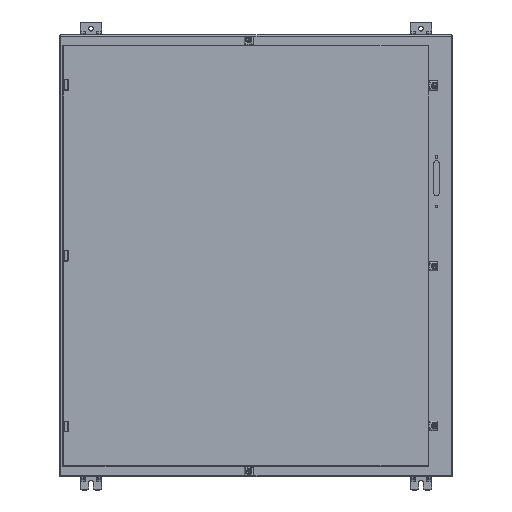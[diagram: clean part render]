
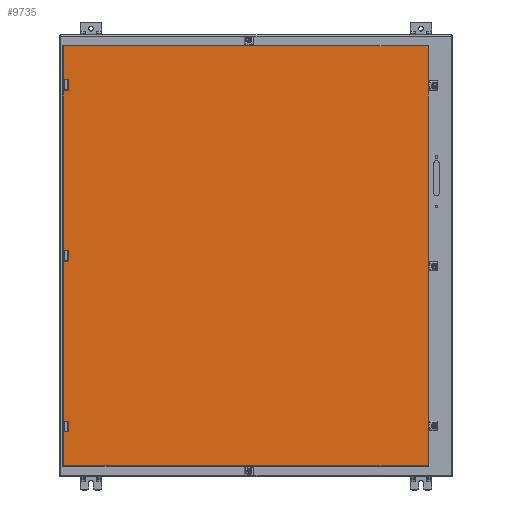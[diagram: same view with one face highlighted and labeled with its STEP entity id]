
A CAD part, top view. The second image highlights one B-rep face of the part: STEP entity #9735.
In plain terms, the highlighted planar face has unit normal (0, 0, 1).
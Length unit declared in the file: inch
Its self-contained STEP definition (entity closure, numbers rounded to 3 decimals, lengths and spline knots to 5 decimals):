
#2855 = CARTESIAN_POINT ( 'NONE',  ( -34.64252, 19.95263, 0. ) ) ;
#9735 = ADVANCED_FACE ( 'NONE', ( #118401 ), #95925, .F. ) ;
#11817 = VERTEX_POINT ( 'NONE', #137050 ) ;
#14406 = CARTESIAN_POINT ( 'NONE',  ( -34.64252, 39.90527, 0. ) ) ;
#14747 = LINE ( 'NONE', #27613, #118567 ) ;
#27613 = CARTESIAN_POINT ( 'NONE',  ( -16.35876, 0., 0. ) ) ;
#28164 = VERTEX_POINT ( 'NONE', #51797 ) ;
#30965 = LINE ( 'NONE', #104805, #61775 ) ;
#43058 = CARTESIAN_POINT ( 'NONE',  ( 0., 19.95263, 0. ) ) ;
#46177 = DIRECTION ( 'NONE',  ( 1., 0., 0. ) ) ;
#47022 = ORIENTED_EDGE ( 'NONE', *, *, #75713, .F. ) ;
#51797 = CARTESIAN_POINT ( 'NONE',  ( -34.64252, 0., 0. ) ) ;
#57412 = CARTESIAN_POINT ( 'NONE',  ( -16.35876, 19.95263, 0. ) ) ;
#61775 = VECTOR ( 'NONE', #46177, 39.37008 ) ;
#66300 = LINE ( 'NONE', #43058, #127501 ) ;
#75713 = EDGE_CURVE ( 'NONE', #11817, #28164, #14747, .T. ) ;
#83896 = DIRECTION ( 'NONE',  ( 0., 0., -1. ) ) ;
#85192 = CARTESIAN_POINT ( 'NONE',  ( 0., 39.90527, 0. ) ) ;
#88801 = DIRECTION ( 'NONE',  ( 0., 1., 0. ) ) ;
#90396 = LINE ( 'NONE', #2855, #147281 ) ;
#94329 = DIRECTION ( 'NONE',  ( -1., 0., 0. ) ) ;
#94701 = EDGE_CURVE ( 'NONE', #144382, #11817, #66300, .T. ) ;
#95925 = PLANE ( 'NONE',  #122496 ) ;
#95970 = VERTEX_POINT ( 'NONE', #14406 ) ;
#101492 = EDGE_LOOP ( 'NONE', ( #130387, #150713, #105541, #47022 ) ) ;
#104805 = CARTESIAN_POINT ( 'NONE',  ( -16.35876, 39.90527, 0. ) ) ;
#105541 = ORIENTED_EDGE ( 'NONE', *, *, #157659, .F. ) ;
#118401 = FACE_OUTER_BOUND ( 'NONE', #101492, .T. ) ;
#118567 = VECTOR ( 'NONE', #148077, 39.37008 ) ;
#120262 = EDGE_CURVE ( 'NONE', #95970, #144382, #30965, .T. ) ;
#122496 = AXIS2_PLACEMENT_3D ( 'NONE', #57412, #83896, #94329 ) ;
#127501 = VECTOR ( 'NONE', #151487, 39.37008 ) ;
#130387 = ORIENTED_EDGE ( 'NONE', *, *, #94701, .F. ) ;
#137050 = CARTESIAN_POINT ( 'NONE',  ( 0., 0., 0. ) ) ;
#144382 = VERTEX_POINT ( 'NONE', #85192 ) ;
#147281 = VECTOR ( 'NONE', #88801, 39.37008 ) ;
#148077 = DIRECTION ( 'NONE',  ( -1., 0., 0. ) ) ;
#150713 = ORIENTED_EDGE ( 'NONE', *, *, #120262, .F. ) ;
#151487 = DIRECTION ( 'NONE',  ( 0., -1., 0. ) ) ;
#157659 = EDGE_CURVE ( 'NONE', #28164, #95970, #90396, .T. ) ;
